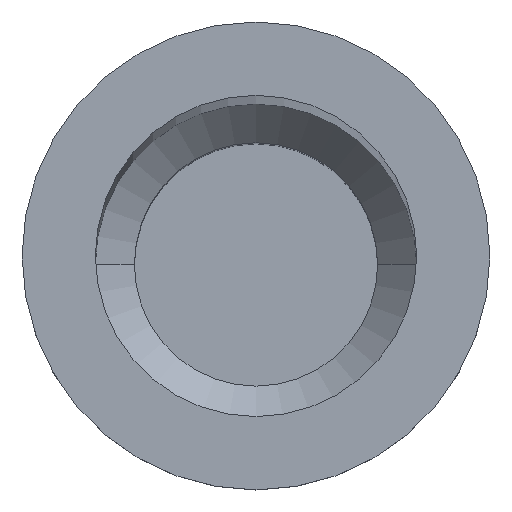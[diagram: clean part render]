
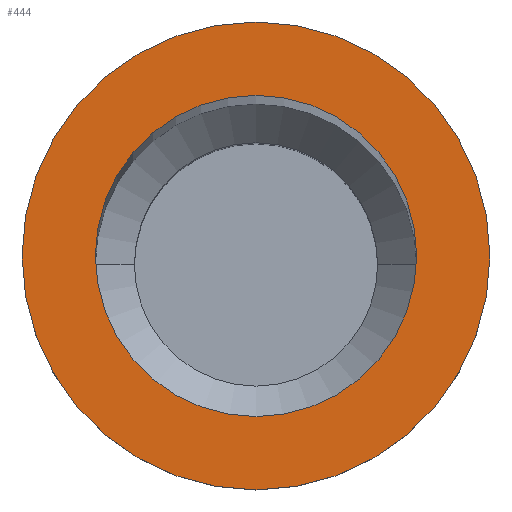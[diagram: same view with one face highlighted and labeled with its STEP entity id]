
A CAD part, top view. The second image highlights one B-rep face of the part: STEP entity #444.
In plain terms, the highlighted planar face has unit normal (0, 0, 1).
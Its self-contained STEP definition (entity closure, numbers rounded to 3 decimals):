
#44 = AXIS2_PLACEMENT_3D ( 'NONE', #522, #512, #511 ) ;
#56 = AXIS2_PLACEMENT_3D ( 'NONE', #584, #581, #579 ) ;
#65 = AXIS2_PLACEMENT_3D ( 'NONE', #612, #611, #610 ) ;
#71 = AXIS2_PLACEMENT_3D ( 'NONE', #646, #645, #644 ) ;
#81 = AXIS2_PLACEMENT_3D ( 'NONE', #801, #800, #799 ) ;
#127 = EDGE_CURVE ( 'NONE', #387, #360, #453, .T. ) ;
#153 = EDGE_CURVE ( 'NONE', #363, #340, #875, .T. ) ;
#160 = EDGE_CURVE ( 'NONE', #340, #363, #870, .T. ) ;
#169 = EDGE_CURVE ( 'NONE', #360, #387, #860, .T. ) ;
#231 = ORIENTED_EDGE ( 'NONE', *, *, #169, .T. ) ;
#232 = ORIENTED_EDGE ( 'NONE', *, *, #127, .T. ) ;
#233 = ORIENTED_EDGE ( 'NONE', *, *, #153, .F. ) ;
#234 = ORIENTED_EDGE ( 'NONE', *, *, #160, .F. ) ;
#261 = EDGE_LOOP ( 'NONE', ( #232, #231 ) ) ;
#285 = EDGE_LOOP ( 'NONE', ( #234, #233 ) ) ;
#340 = VERTEX_POINT ( 'NONE', #560 ) ;
#360 = VERTEX_POINT ( 'NONE', #564 ) ;
#363 = VERTEX_POINT ( 'NONE', #514 ) ;
#387 = VERTEX_POINT ( 'NONE', #483 ) ;
#444 = ADVANCED_FACE ( 'NONE', ( #841, #838 ), #515, .F. ) ;
#453 = CIRCLE ( 'NONE', #81, 0.75 ) ;
#483 = CARTESIAN_POINT ( 'NONE',  ( 0.75, 0., 0. ) ) ;
#511 = DIRECTION ( 'NONE',  ( -1., 0., 0. ) ) ;
#512 = DIRECTION ( 'NONE',  ( 0., 0., -1. ) ) ;
#514 = CARTESIAN_POINT ( 'NONE',  ( -0.515, 0., 0. ) ) ;
#515 = PLANE ( 'NONE',  #44 ) ;
#522 = CARTESIAN_POINT ( 'NONE',  ( 0., 0.515, 0. ) ) ;
#560 = CARTESIAN_POINT ( 'NONE',  ( 0.515, 0., 0. ) ) ;
#564 = CARTESIAN_POINT ( 'NONE',  ( -0.75, 0., 0. ) ) ;
#579 = DIRECTION ( 'NONE',  ( 1., 0., 0. ) ) ;
#581 = DIRECTION ( 'NONE',  ( 0., 0., 1. ) ) ;
#584 = CARTESIAN_POINT ( 'NONE',  ( 0., 0., 0. ) ) ;
#610 = DIRECTION ( 'NONE',  ( 1., 0., 0. ) ) ;
#611 = DIRECTION ( 'NONE',  ( 0., 0., 1. ) ) ;
#612 = CARTESIAN_POINT ( 'NONE',  ( 0., 0., 0. ) ) ;
#644 = DIRECTION ( 'NONE',  ( 1., 0., 0. ) ) ;
#645 = DIRECTION ( 'NONE',  ( 0., 0., 1. ) ) ;
#646 = CARTESIAN_POINT ( 'NONE',  ( 0., 0., 0. ) ) ;
#799 = DIRECTION ( 'NONE',  ( 1., 0., 0. ) ) ;
#800 = DIRECTION ( 'NONE',  ( 0., 0., 1. ) ) ;
#801 = CARTESIAN_POINT ( 'NONE',  ( 0., 0., 0. ) ) ;
#838 = FACE_OUTER_BOUND ( 'NONE', #261, .T. ) ;
#841 = FACE_BOUND ( 'NONE', #285, .T. ) ;
#860 = CIRCLE ( 'NONE', #56, 0.75 ) ;
#870 = CIRCLE ( 'NONE', #65, 0.515 ) ;
#875 = CIRCLE ( 'NONE', #71, 0.515 ) ;
